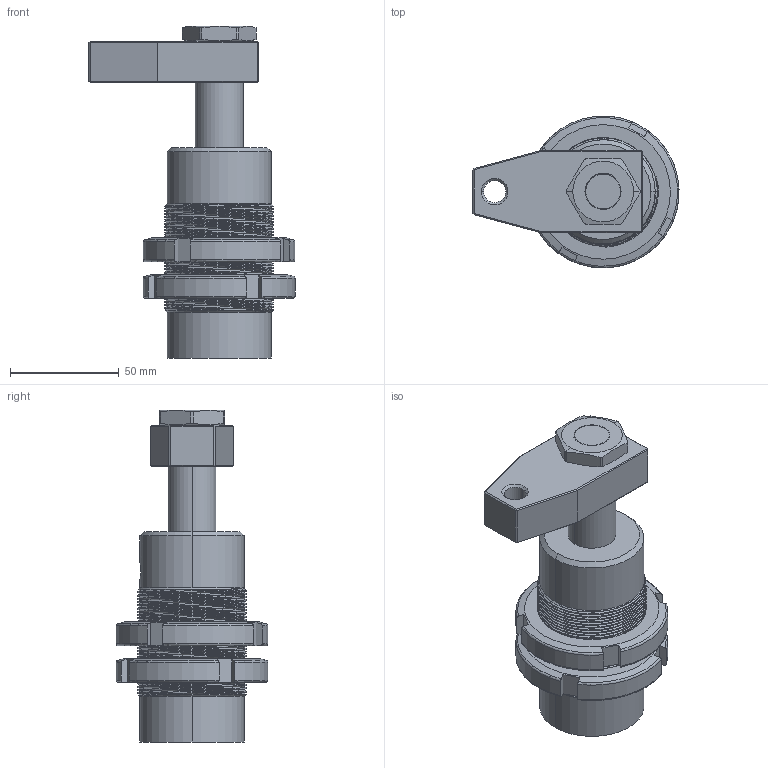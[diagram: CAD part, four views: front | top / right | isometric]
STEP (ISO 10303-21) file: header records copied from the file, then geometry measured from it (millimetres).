
FILE_DESCRIPTION (( 'STEP AP214' ), '1' );
FILE_NAME ('NFT-32A.STEP', '2019-05-22T11:51:45', ( '' ), ( '' ), 'SwSTEP 2.0', 'SolidWorks 2016', '' );
FILE_SCHEMA (( 'AUTOMOTIVE_DESIGN' ));
Length unit declared in the file: millimetre
Products named in the file (5): 蹟簽; 揤旋; 埴蹟譫-32; NFT-32A-bt; NFT-32A
Assembly tree (5 placements, depth 2):
  NFT-32A
    NFT-32A-bt
    埴蹟譫-32  x2
    揤旋
    蹟簽
Bounding box: 94.98 x 69.97 x 153 mm (x, y, z)
Volume: 284365.1 mm3; surface area: 57023.6 mm2
Topology: 5 solids, 5 shells, 277 faces, 736 edges, 475 vertices
Faces by surface type: cylinder 147, plane 79, cone 25, torus 18, bspline 8
Entity records: 13284 total; most frequent: CARTESIAN_POINT 8035, ORIENTED_EDGE 1196, DIRECTION 911, EDGE_CURVE 598, VERTEX_POINT 383, AXIS2_PLACEMENT_3D 334, VECTOR 243, LINE 243
